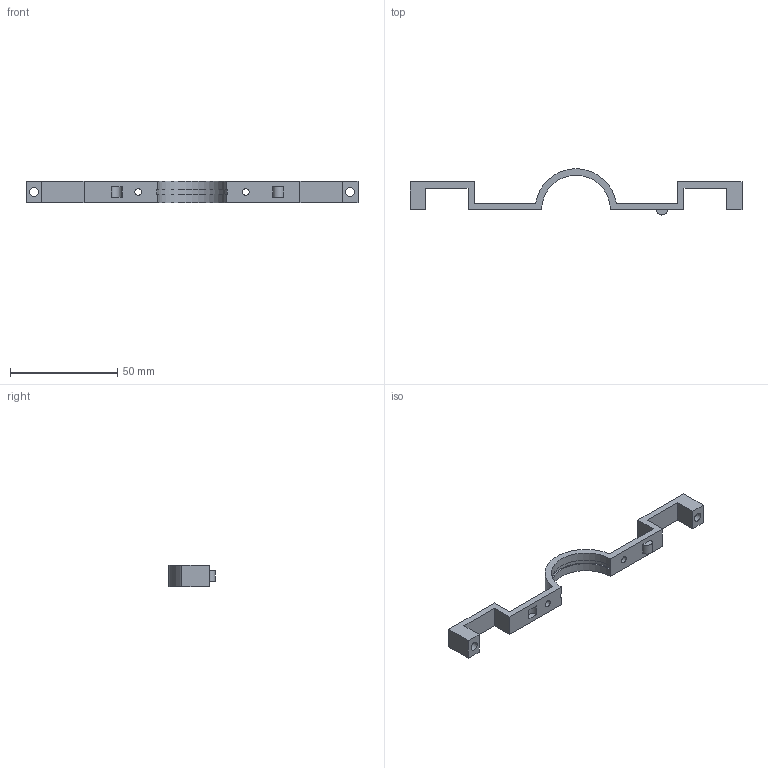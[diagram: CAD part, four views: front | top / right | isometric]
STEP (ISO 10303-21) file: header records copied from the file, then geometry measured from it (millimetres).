
FILE_DESCRIPTION(('FreeCAD Model'),'2;1');
FILE_NAME('Open CASCADE Shape Model','2023-06-07T09:50:56',('Author'),( ''),'Open CASCADE STEP processor 7.6','FreeCAD','Unknown');
FILE_SCHEMA(('AUTOMOTIVE_DESIGN { 1 0 10303 214 1 1 1 1 }'));
Length unit declared in the file: millimetre
Products named in the file (1): PedFlesHalsHolder
Bounding box: 154.5 x 21.43 x 10 mm (x, y, z)
Volume: 6706.5 mm3; surface area: 6154.1 mm2
Topology: 1 solids, 1 shells, 36 faces, 96 edges, 64 vertices
Faces by surface type: plane 26, cylinder 10
Full cylindrical faces by diameter (mm): 3.2 x2, 4.1 x2
Entity records: 2424 total; most frequent: CARTESIAN_POINT 425, DIRECTION 376, LINE 248, VECTOR 248, ORIENTED_EDGE 192, PCURVE 192, DEFINITIONAL_REPRESENTATION 192, EDGE_CURVE 96
